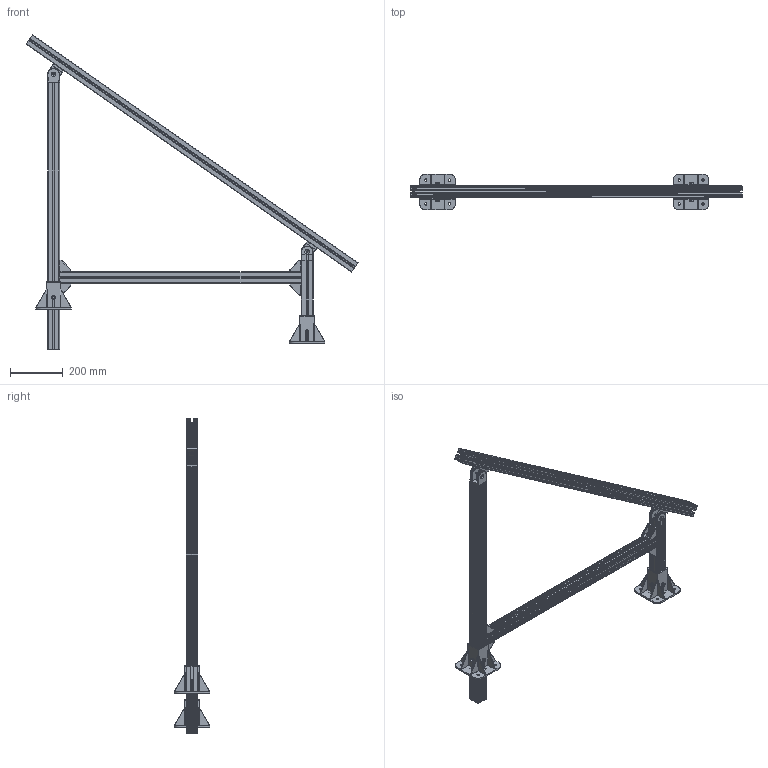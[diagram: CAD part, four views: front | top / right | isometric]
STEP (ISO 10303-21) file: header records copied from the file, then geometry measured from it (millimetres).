
FILE_DESCRIPTION( ('This file contains a STEP AP42 implementation' ,'as created by ZW3D STEP Interface translator.') ,'2;1' );
FILE_NAME( 'spz1-35-1500-ac45.stp' ,'22 710.164147', (''), ('ZWCAD Software Co.'), 'Version 1.0', 'ZW3D to STEP translator', '' );
FILE_SCHEMA(('AUTOMOTIVE_DESIGN'));
Length unit declared in the file: millimetre
Products named in the file (16): 0; SPZ1-AC45; 084.101.014_C1; 084.311.015; 084.101.014_A1; 084.101.014_B1; 084.101.014_A2; 犈eln璭; 084.305.003; M8x20+matice; 084.302.038; 084.301.025; Podstavec; 084.409.002; Mx16+matice; 084.301.029
Assembly tree (30 placements, depth 4):
  0
  SPZ1-AC45
    084.101.014_C1
    084.311.015  x4
    084.101.014_A1
    084.101.014_B1
    084.101.014_A2
    犈eln璭  x4
      084.305.003
      M8x20+matice
        084.302.038
        084.301.025
    Podstavec  x2
      084.409.002
      M8x20+matice
        084.302.038
        084.301.025
    Mx16+matice  x2
      084.301.029
      084.302.038
    084.301.025  x2
Bounding box: 1254.54 x 135 x 1189.02 mm (x, y, z)
Volume: 2789158.7 mm3; surface area: 2459545.5 mm2
Topology: 70 solids, 70 shells, 3548 faces, 9190 edges, 5770 vertices
Faces by surface type: bspline 3548
Entity records: 47696 total; most frequent: CARTESIAN_POINT 29418, ORIENTED_EDGE 5922, EDGE_CURVE 2961, B_SPLINE_CURVE_WITH_KNOTS 1931, VERTEX_POINT 1891, EDGE_LOOP 1156, FACE_OUTER_BOUND 1089, ADVANCED_FACE 1089
